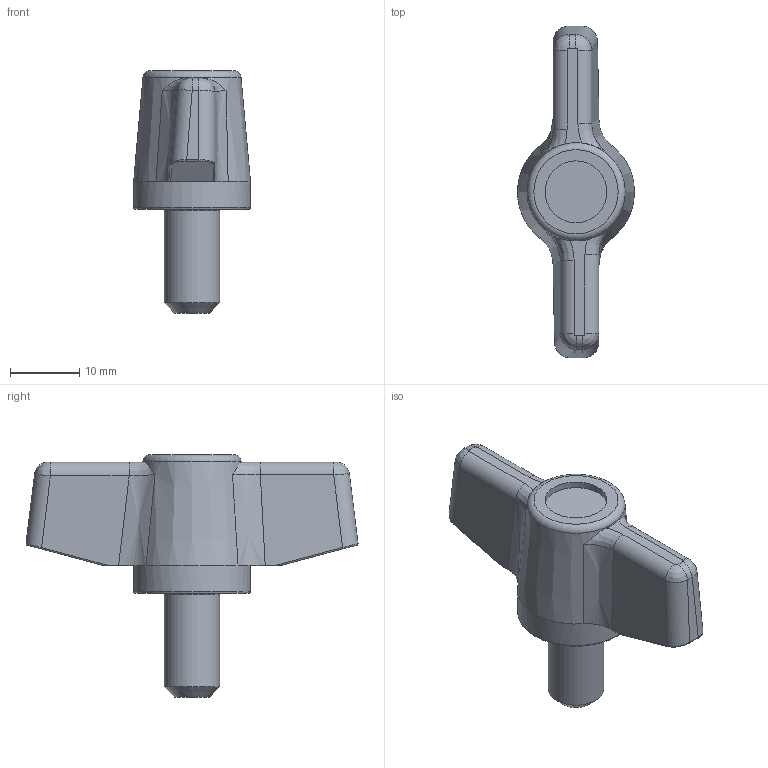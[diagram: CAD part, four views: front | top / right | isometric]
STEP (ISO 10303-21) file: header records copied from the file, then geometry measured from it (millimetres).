
FILE_DESCRIPTION( ( 'Unknown' ), '1' );
FILE_NAME( '6310015_GP48_M08x15.stp', 'Unknown', ( 'Unknown' ), ( 'Unknown' ), 'PSStep 11.0', 'Unknown', ' ' );
FILE_SCHEMA( ( 'AUTOMOTIVE_DESIGN { 1 0 10303 214 1 1 1 1 }' ) );
Length unit declared in the file: millimetre
Products named in the file (1): 6310015
Bounding box: 16.9 x 47.96 x 35 mm (x, y, z)
Volume: 7129.8 mm3; surface area: 2934.1 mm2
Topology: 1 solids, 2 shells, 59 faces, 135 edges, 81 vertices
Faces by surface type: cylinder 20, plane 17, bspline 16, cone 3, torus 3
Full cylindrical faces by diameter (mm): 8 x2, 8.956 x1, 16.9 x1
Entity records: 3286 total; most frequent: CARTESIAN_POINT 1600, DIRECTION 244, ORIENTED_EDGE 242, EDGE_CURVE 121, AXIS2_PLACEMENT_3D 103, VERTEX_POINT 77, EDGE_LOOP 72, FACE_OUTER_BOUND 66
